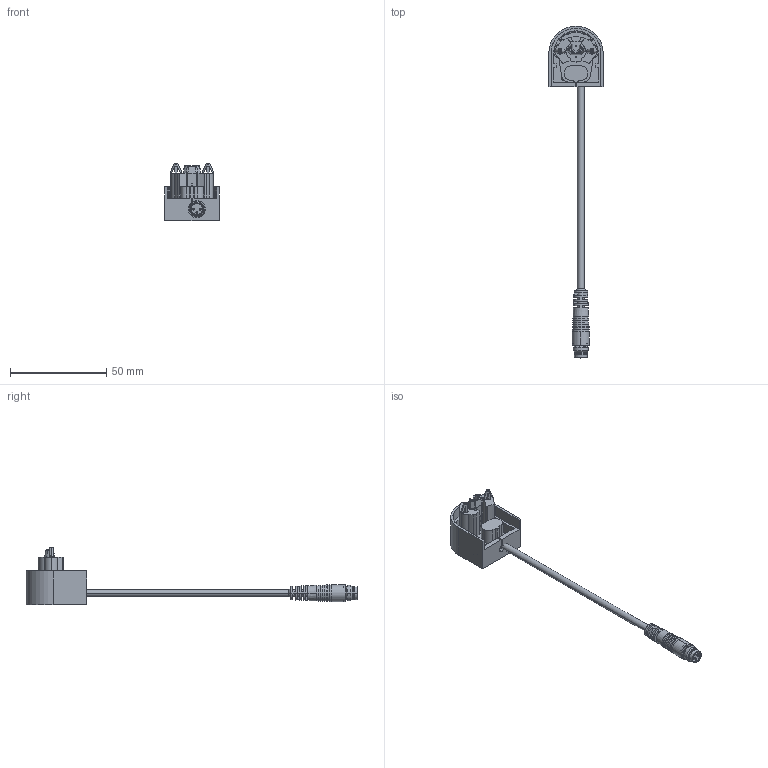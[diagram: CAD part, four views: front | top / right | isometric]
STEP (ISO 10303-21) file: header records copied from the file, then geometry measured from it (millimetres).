
FILE_DESCRIPTION (( 'STEP AP203' ), '1' );
FILE_NAME ('1804-2196_Default.step', '2022-02-03T14:53:19', ( 'Windows User' ), ( '' ), 'SwSTEP 2.0', 'SolidWorks 2021', '' );
FILE_SCHEMA (( 'CONFIG_CONTROL_DESIGN' ));
Length unit declared in the file: millimetre
Products named in the file (1): 1804-2196_Default
Bounding box: 28.2 x 172.4 x 30 mm (x, y, z)
Volume: 12601.5 mm3; surface area: 13989.4 mm2
Topology: 15 solids, 15 shells, 694 faces, 1752 edges, 1089 vertices
Faces by surface type: cylinder 284, plane 232, bspline 98, cone 80
Entity records: 23590 total; most frequent: CARTESIAN_POINT 7288, ORIENTED_EDGE 3448, DIRECTION 3439, EDGE_CURVE 1724, AXIS2_PLACEMENT_3D 1353, VERTEX_POINT 1089, CIRCLE 756, EDGE_LOOP 753
